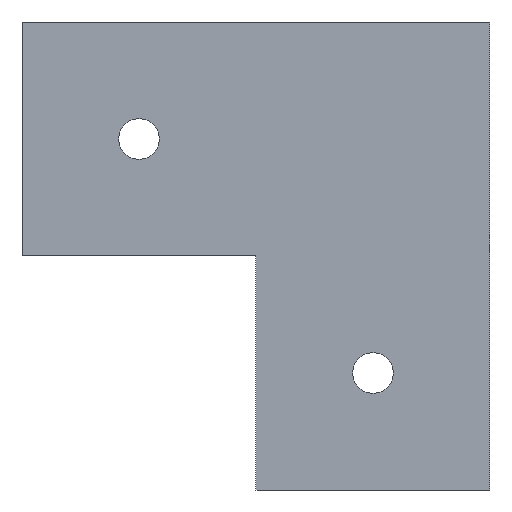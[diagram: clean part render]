
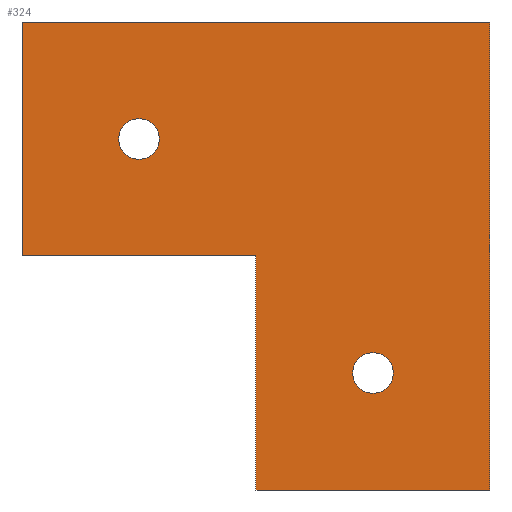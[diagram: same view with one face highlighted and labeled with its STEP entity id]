
A CAD part, front view. The second image highlights one B-rep face of the part: STEP entity #324.
In plain terms, the highlighted planar face has unit normal (0, -1, 0).
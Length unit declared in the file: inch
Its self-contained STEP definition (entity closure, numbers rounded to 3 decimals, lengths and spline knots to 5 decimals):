
#17=FACE_BOUND('',#69,.T.);
#18=FACE_BOUND('',#70,.T.);
#28=PLANE('',#364);
#46=FACE_OUTER_BOUND('',#68,.T.);
#68=EDGE_LOOP('',(#267,#268,#269,#270,#271,#272));
#69=EDGE_LOOP('',(#273));
#70=EDGE_LOOP('',(#274));
#88=LINE('',#490,#122);
#91=LINE('',#496,#125);
#94=LINE('',#502,#128);
#97=LINE('',#508,#131);
#100=LINE('',#514,#134);
#102=LINE('',#517,#136);
#122=VECTOR('',#398,1.5);
#125=VECTOR('',#403,1.5);
#128=VECTOR('',#408,1.5);
#131=VECTOR('',#413,1.5);
#134=VECTOR('',#418,3.);
#136=VECTOR('',#422,3.);
#152=CIRCLE('',#351,0.13);
#154=CIRCLE('',#354,0.13);
#160=VERTEX_POINT('',#473);
#162=VERTEX_POINT('',#479);
#164=VERTEX_POINT('',#484);
#166=VERTEX_POINT('',#488);
#168=VERTEX_POINT('',#493);
#170=VERTEX_POINT('',#499);
#172=VERTEX_POINT('',#505);
#174=VERTEX_POINT('',#511);
#187=EDGE_CURVE('',#160,#160,#152,.T.);
#190=EDGE_CURVE('',#162,#162,#154,.T.);
#194=EDGE_CURVE('',#166,#164,#88,.T.);
#197=EDGE_CURVE('',#164,#168,#91,.T.);
#200=EDGE_CURVE('',#168,#170,#94,.T.);
#203=EDGE_CURVE('',#170,#172,#97,.T.);
#206=EDGE_CURVE('',#172,#174,#100,.T.);
#208=EDGE_CURVE('',#174,#166,#102,.T.);
#267=ORIENTED_EDGE('',*,*,#194,.F.);
#268=ORIENTED_EDGE('',*,*,#208,.F.);
#269=ORIENTED_EDGE('',*,*,#206,.F.);
#270=ORIENTED_EDGE('',*,*,#203,.F.);
#271=ORIENTED_EDGE('',*,*,#200,.F.);
#272=ORIENTED_EDGE('',*,*,#197,.F.);
#273=ORIENTED_EDGE('',*,*,#190,.T.);
#274=ORIENTED_EDGE('',*,*,#187,.T.);
#324=ADVANCED_FACE('',(#46,#17,#18),#28,.F.);
#351=AXIS2_PLACEMENT_3D('',#475,#384,#385);
#354=AXIS2_PLACEMENT_3D('',#481,#391,#392);
#364=AXIS2_PLACEMENT_3D('',#535,#435,#436);
#384=DIRECTION('center_axis',(0.,1.,0.));
#385=DIRECTION('ref_axis',(0.,0.,1.));
#391=DIRECTION('center_axis',(0.,1.,0.));
#392=DIRECTION('ref_axis',(0.,0.,1.));
#398=DIRECTION('',(-1.,0.,0.));
#403=DIRECTION('',(0.,0.,1.));
#408=DIRECTION('',(-1.,0.,0.));
#413=DIRECTION('',(0.,0.,1.));
#418=DIRECTION('',(1.,0.,0.));
#422=DIRECTION('',(0.,0.,-1.));
#435=DIRECTION('center_axis',(0.,1.,0.));
#436=DIRECTION('ref_axis',(0.,0.,1.));
#473=CARTESIAN_POINT('',(1.96493,0.,4.69514));
#475=CARTESIAN_POINT('Origin',(1.96493,0.,4.56514));
#479=CARTESIAN_POINT('',(0.46493,0.,6.19514));
#481=CARTESIAN_POINT('Origin',(0.46493,0.,6.06514));
#484=CARTESIAN_POINT('',(1.21493,0.,3.81514));
#488=CARTESIAN_POINT('',(2.71493,0.,3.81514));
#490=CARTESIAN_POINT('',(2.71493,0.,3.81514));
#493=CARTESIAN_POINT('',(1.21493,0.,5.31514));
#496=CARTESIAN_POINT('',(1.21493,0.,3.81514));
#499=CARTESIAN_POINT('',(-0.28507,0.,5.31514));
#502=CARTESIAN_POINT('',(1.21493,0.,5.31514));
#505=CARTESIAN_POINT('',(-0.28507,0.,6.81514));
#508=CARTESIAN_POINT('',(-0.28507,0.,5.31514));
#511=CARTESIAN_POINT('',(2.71493,0.,6.81514));
#514=CARTESIAN_POINT('',(-0.28507,0.,6.81514));
#517=CARTESIAN_POINT('',(2.71493,0.,6.81514));
#535=CARTESIAN_POINT('Origin',(0.,0.,0.));
